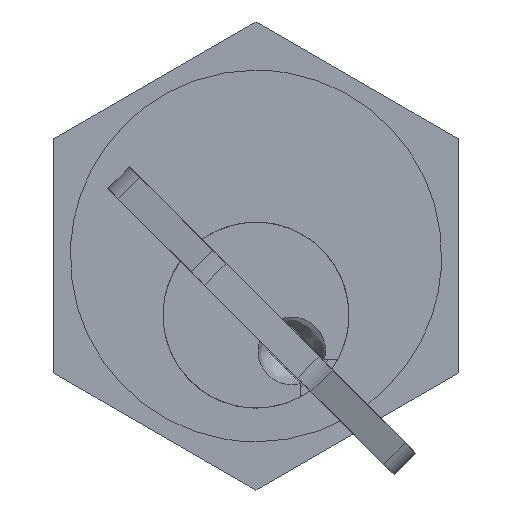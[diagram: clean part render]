
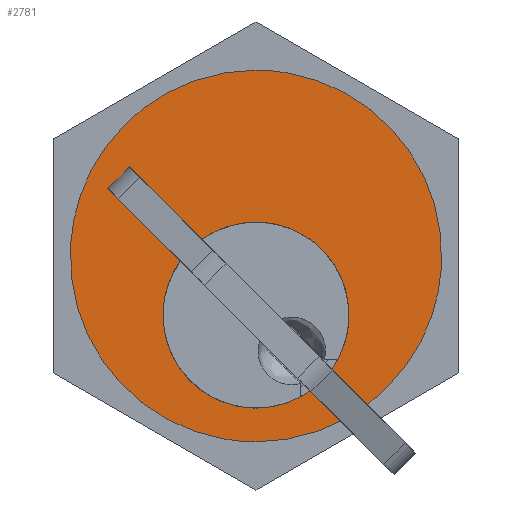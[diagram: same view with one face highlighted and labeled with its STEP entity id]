
A CAD part, front view. The second image highlights one B-rep face of the part: STEP entity #2781.
In plain terms, the highlighted free-form (B-spline) face has degree [1, 1] with [2, 2] control points.
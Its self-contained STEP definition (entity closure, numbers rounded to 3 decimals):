
#2601=CARTESIAN_POINT('',(5.5,-10.0,-3.836));
#2602=VERTEX_POINT('',#2601);
#2608=CARTESIAN_POINT('',(0.,-10.0,2.01));
#2609=VERTEX_POINT('',#2608);
#2610=CARTESIAN_POINT('',(5.5,-10.,-3.836));
#2611=CARTESIAN_POINT('',(5.51,-10.0,-3.668));
#2612=CARTESIAN_POINT('',(5.51,-10.0,-3.5));
#2613=CARTESIAN_POINT('',(5.51,-10.,2.01));
#2614=CARTESIAN_POINT('',(0.,-10.0,2.01));
#2622=(BOUNDED_CURVE()B_SPLINE_CURVE(2,(#2610,#2611,#2612,#2613,#2614),.UNSPECIFIED.,.F.,.U.)B_SPLINE_CURVE_WITH_KNOTS((3,2,3),(0.239,0.25,0.5),.UNSPECIFIED.)CURVE()GEOMETRIC_REPRESENTATION_ITEM()RATIONAL_B_SPLINE_CURVE((0.976,0.988,1.0,0.707,1.0))REPRESENTATION_ITEM(''));
#2623=EDGE_CURVE('',#2602,#2609,#2622,.T.);
#2625=CARTESIAN_POINT('',(-5.5,-10.0,-3.164));
#2626=VERTEX_POINT('',#2625);
#2627=CARTESIAN_POINT('',(0.,-10.0,2.01));
#2628=CARTESIAN_POINT('',(-5.183,-10.0,2.01));
#2629=CARTESIAN_POINT('',(-5.5,-10.,-3.164));
#2637=(BOUNDED_CURVE()B_SPLINE_CURVE(2,(#2627,#2628,#2629),.UNSPECIFIED.,.F.,.U.)B_SPLINE_CURVE_WITH_KNOTS((3,3),(0.5,0.739),.UNSPECIFIED.)CURVE()GEOMETRIC_REPRESENTATION_ITEM()RATIONAL_B_SPLINE_CURVE((1.0,0.72,0.976))REPRESENTATION_ITEM(''));
#2638=EDGE_CURVE('',#2609,#2626,#2637,.T.);
#2670=CARTESIAN_POINT('',(0.,-10.0,-9.01));
#2671=VERTEX_POINT('',#2670);
#2672=CARTESIAN_POINT('',(-5.5,-10.,-3.164));
#2673=CARTESIAN_POINT('',(-5.51,-10.0,-3.332));
#2674=CARTESIAN_POINT('',(-5.51,-10.0,-3.5));
#2675=CARTESIAN_POINT('',(-5.51,-10.,-9.01));
#2676=CARTESIAN_POINT('',(0.,-10.0,-9.01));
#2684=(BOUNDED_CURVE()B_SPLINE_CURVE(2,(#2672,#2673,#2674,#2675,#2676),.UNSPECIFIED.,.F.,.U.)B_SPLINE_CURVE_WITH_KNOTS((3,2,3),(0.739,0.75,1.0),.UNSPECIFIED.)CURVE()GEOMETRIC_REPRESENTATION_ITEM()RATIONAL_B_SPLINE_CURVE((0.976,0.988,1.0,0.707,1.0))REPRESENTATION_ITEM(''));
#2685=EDGE_CURVE('',#2626,#2671,#2684,.T.);
#2687=CARTESIAN_POINT('',(0.,-10.0,-9.01));
#2688=CARTESIAN_POINT('',(5.183,-10.0,-9.01));
#2689=CARTESIAN_POINT('',(5.5,-10.,-3.836));
#2697=(BOUNDED_CURVE()B_SPLINE_CURVE(2,(#2687,#2688,#2689),.UNSPECIFIED.,.F.,.U.)B_SPLINE_CURVE_WITH_KNOTS((3,3),(0.0,0.239),.UNSPECIFIED.)CURVE()GEOMETRIC_REPRESENTATION_ITEM()RATIONAL_B_SPLINE_CURVE((1.0,0.72,0.976))REPRESENTATION_ITEM(''));
#2698=EDGE_CURVE('',#2671,#2602,#2697,.T.);
#2704=CARTESIAN_POINT('',(12.099,-10.0,-12.099));
#2705=CARTESIAN_POINT('',(12.099,-10.0,12.099));
#2706=CARTESIAN_POINT('',(-12.099,-10.0,-12.099));
#2707=CARTESIAN_POINT('',(-12.099,-10.0,12.099));
#2708=B_SPLINE_SURFACE_WITH_KNOTS('',1,1,((#2704,#2706),(#2705,#2707)),.UNSPECIFIED.,.F.,.F.,.U.,(2,2),(2,2),(0.0,24.198),(0.0,24.197),.UNSPECIFIED.);
#2709=CARTESIAN_POINT('',(0.0,-10.0,11.0));
#2710=VERTEX_POINT('',#2709);
#2711=CARTESIAN_POINT('',(-10.979,-10.0,0.672));
#2712=VERTEX_POINT('',#2711);
#2713=CARTESIAN_POINT('',(0.0,-10.0,11.0));
#2714=CARTESIAN_POINT('',(-10.348,-10.,11.));
#2715=CARTESIAN_POINT('',(-10.979,-10.,0.672));
#2723=(BOUNDED_CURVE()B_SPLINE_CURVE(2,(#2713,#2714,#2715),.UNSPECIFIED.,.F.,.U.)B_SPLINE_CURVE_WITH_KNOTS((3,3),(0.0,0.239),.UNSPECIFIED.)CURVE()GEOMETRIC_REPRESENTATION_ITEM()RATIONAL_B_SPLINE_CURVE((1.0,0.72,0.976))REPRESENTATION_ITEM(''));
#2724=EDGE_CURVE('',#2710,#2712,#2723,.T.);
#2725=ORIENTED_EDGE('',*,*,#2724,.T.);
#2726=CARTESIAN_POINT('',(0.0,-10.0,-11.0));
#2727=VERTEX_POINT('',#2726);
#2728=CARTESIAN_POINT('',(-10.979,-10.,0.672));
#2729=CARTESIAN_POINT('',(-11.,-10.,0.336));
#2730=CARTESIAN_POINT('',(-11.,-10.0,0.));
#2731=CARTESIAN_POINT('',(-11.,-10.,-11.));
#2732=CARTESIAN_POINT('',(0.0,-10.0,-11.0));
#2740=(BOUNDED_CURVE()B_SPLINE_CURVE(2,(#2728,#2729,#2730,#2731,#2732),.UNSPECIFIED.,.F.,.U.)B_SPLINE_CURVE_WITH_KNOTS((3,2,3),(0.239,0.25,0.5),.UNSPECIFIED.)CURVE()GEOMETRIC_REPRESENTATION_ITEM()RATIONAL_B_SPLINE_CURVE((0.976,0.988,1.0,0.707,1.0))REPRESENTATION_ITEM(''));
#2741=EDGE_CURVE('',#2712,#2727,#2740,.T.);
#2742=ORIENTED_EDGE('',*,*,#2741,.T.);
#2743=CARTESIAN_POINT('',(10.979,-10.0,-0.672));
#2744=VERTEX_POINT('',#2743);
#2745=CARTESIAN_POINT('',(0.0,-10.0,-11.0));
#2746=CARTESIAN_POINT('',(10.348,-10.,-11.));
#2747=CARTESIAN_POINT('',(10.979,-10.,-0.672));
#2755=(BOUNDED_CURVE()B_SPLINE_CURVE(2,(#2745,#2746,#2747),.UNSPECIFIED.,.F.,.U.)B_SPLINE_CURVE_WITH_KNOTS((3,3),(0.5,0.739),.UNSPECIFIED.)CURVE()GEOMETRIC_REPRESENTATION_ITEM()RATIONAL_B_SPLINE_CURVE((1.0,0.72,0.976))REPRESENTATION_ITEM(''));
#2756=EDGE_CURVE('',#2727,#2744,#2755,.T.);
#2757=ORIENTED_EDGE('',*,*,#2756,.T.);
#2758=CARTESIAN_POINT('',(10.979,-10.,-0.672));
#2759=CARTESIAN_POINT('',(11.,-10.0,-0.336));
#2760=CARTESIAN_POINT('',(11.,-10.0,0.));
#2761=CARTESIAN_POINT('',(11.,-10.,11.));
#2762=CARTESIAN_POINT('',(0.0,-10.0,11.0));
#2770=(BOUNDED_CURVE()B_SPLINE_CURVE(2,(#2758,#2759,#2760,#2761,#2762),.UNSPECIFIED.,.F.,.U.)B_SPLINE_CURVE_WITH_KNOTS((3,2,3),(0.739,0.75,1.0),.UNSPECIFIED.)CURVE()GEOMETRIC_REPRESENTATION_ITEM()RATIONAL_B_SPLINE_CURVE((0.976,0.988,1.0,0.707,1.0))REPRESENTATION_ITEM(''));
#2771=EDGE_CURVE('',#2744,#2710,#2770,.T.);
#2772=ORIENTED_EDGE('',*,*,#2771,.T.);
#2773=EDGE_LOOP('',(#2725,#2742,#2757,#2772));
#2774=FACE_OUTER_BOUND('',#2773,.T.);
#2775=ORIENTED_EDGE('',*,*,#2638,.F.);
#2776=ORIENTED_EDGE('',*,*,#2623,.F.);
#2777=ORIENTED_EDGE('',*,*,#2698,.F.);
#2778=ORIENTED_EDGE('',*,*,#2685,.F.);
#2779=EDGE_LOOP('',(#2775,#2776,#2777,#2778));
#2780=FACE_BOUND('',#2779,.T.);
#2781=ADVANCED_FACE('',(#2774,#2780),#2708,.T.);
